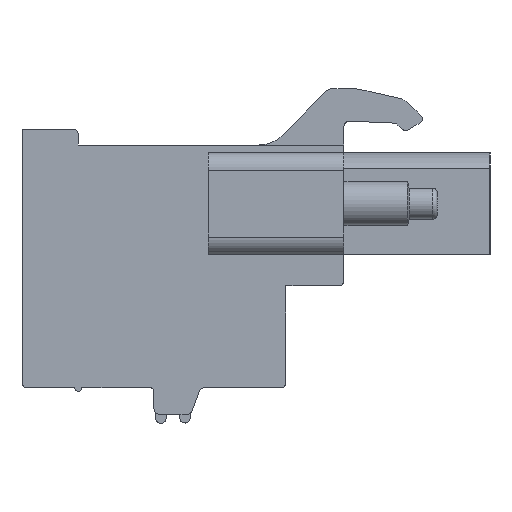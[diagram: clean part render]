
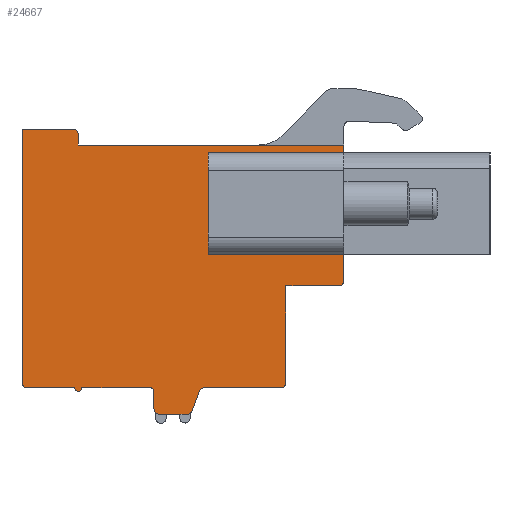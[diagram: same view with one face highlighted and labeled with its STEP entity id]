
A CAD part, left-side view. The second image highlights one B-rep face of the part: STEP entity #24667.
In plain terms, the highlighted planar face has unit normal (-1, 0, 0).
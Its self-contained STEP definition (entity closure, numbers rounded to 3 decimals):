
#4280=DIRECTION('',(0.,0.,1.));
#4281=VECTOR('',#4280,5.8);
#4282=CARTESIAN_POINT('',(-112.38,2.04,0.73));
#4283=LINE('',#4282,#4281);
#4332=DIRECTION('',(0.,0.,1.));
#4333=VECTOR('',#4332,5.8);
#4334=CARTESIAN_POINT('',(-112.38,-4.06,0.73));
#4335=LINE('',#4334,#4333);
#4336=DIRECTION('',(0.,1.,0.));
#4337=VECTOR('',#4336,6.1);
#4338=CARTESIAN_POINT('',(-112.38,-4.06,0.73));
#4339=LINE('',#4338,#4337);
#4340=DIRECTION('',(0.,1.,0.));
#4341=VECTOR('',#4340,6.1);
#4342=CARTESIAN_POINT('',(-112.38,-4.06,6.53));
#4343=LINE('',#4342,#4341);
#4344=CARTESIAN_POINT('',(-112.38,-5.36,-0.74));
#4345=DIRECTION('',(1.,0.,0.));
#4346=DIRECTION('',(0.,-1.,0.));
#4347=AXIS2_PLACEMENT_3D('',#4344,#4345,#4346);
#4349=DIRECTION('',(0.,-1.,0.));
#4350=VECTOR('',#4349,3.);
#4351=CARTESIAN_POINT('',(-112.38,-2.36,-1.04));
#4352=LINE('',#4351,#4350);
#4353=CARTESIAN_POINT('',(-112.38,-2.06,-6.54));
#4354=DIRECTION('',(1.,0.,0.));
#4355=DIRECTION('',(0.,-1.,0.));
#4356=AXIS2_PLACEMENT_3D('',#4353,#4354,#4355);
#4358=DIRECTION('',(0.,1.,0.));
#4359=VECTOR('',#4358,4.34);
#4360=CARTESIAN_POINT('',(-112.38,-2.06,-6.84));
#4361=LINE('',#4360,#4359);
#4362=CARTESIAN_POINT('',(-112.38,2.28,-7.14));
#4363=DIRECTION('',(-1.,0.,0.));
#4364=DIRECTION('',(0.,0.,1.));
#4365=AXIS2_PLACEMENT_3D('',#4362,#4363,#4364);
#4367=DIRECTION('',(0.,0.345,-0.939));
#4368=VECTOR('',#4367,1.179);
#4369=CARTESIAN_POINT('',(-112.38,2.562,-7.037));
#4370=LINE('',#4369,#4368);
#4371=CARTESIAN_POINT('',(-112.38,3.25,-8.04));
#4372=DIRECTION('',(1.,0.,0.));
#4373=DIRECTION('',(0.,-0.939,-0.345));
#4374=AXIS2_PLACEMENT_3D('',#4371,#4372,#4373);
#4376=DIRECTION('',(0.,1.,0.));
#4377=VECTOR('',#4376,1.59);
#4378=CARTESIAN_POINT('',(-112.38,3.25,-8.34));
#4379=LINE('',#4378,#4377);
#4380=CARTESIAN_POINT('',(-112.38,4.84,-8.04));
#4381=DIRECTION('',(1.,0.,0.));
#4382=DIRECTION('',(0.,0.,-1.));
#4383=AXIS2_PLACEMENT_3D('',#4380,#4381,#4382);
#4385=DIRECTION('',(0.,0.,1.));
#4386=VECTOR('',#4385,1.);
#4387=CARTESIAN_POINT('',(-112.38,5.14,-8.04));
#4388=LINE('',#4387,#4386);
#4389=CARTESIAN_POINT('',(-112.38,5.34,-7.04));
#4390=DIRECTION('',(-1.,0.,0.));
#4391=DIRECTION('',(0.,-1.,0.));
#4392=AXIS2_PLACEMENT_3D('',#4389,#4390,#4391);
#4394=DIRECTION('',(0.,1.,0.));
#4395=VECTOR('',#4394,3.9);
#4396=CARTESIAN_POINT('',(-112.38,5.34,-6.84));
#4397=LINE('',#4396,#4395);
#4398=CARTESIAN_POINT('',(-112.38,9.44,-6.84));
#4399=DIRECTION('',(1.,0.,0.));
#4400=DIRECTION('',(0.,-1.,0.));
#4401=AXIS2_PLACEMENT_3D('',#4398,#4399,#4400);
#4403=DIRECTION('',(0.,1.,0.));
#4404=VECTOR('',#4403,2.7);
#4405=CARTESIAN_POINT('',(-112.38,9.64,-6.84));
#4406=LINE('',#4405,#4404);
#4407=CARTESIAN_POINT('',(-112.38,12.34,-6.54));
#4408=DIRECTION('',(1.,0.,0.));
#4409=DIRECTION('',(0.,0.,-1.));
#4410=AXIS2_PLACEMENT_3D('',#4407,#4408,#4409);
#4412=DIRECTION('',(0.,0.,1.));
#4413=VECTOR('',#4412,14.4);
#4414=CARTESIAN_POINT('',(-112.38,12.64,-6.54));
#4415=LINE('',#4414,#4413);
#4416=DIRECTION('',(0.,-1.,0.));
#4417=VECTOR('',#4416,2.9);
#4418=CARTESIAN_POINT('',(-112.38,12.64,7.86));
#4419=LINE('',#4418,#4417);
#4420=CARTESIAN_POINT('',(-112.38,9.74,7.56));
#4421=DIRECTION('',(1.,0.,0.));
#4422=DIRECTION('',(0.,0.,1.));
#4423=AXIS2_PLACEMENT_3D('',#4420,#4421,#4422);
#4425=DIRECTION('',(0.,0.,-1.));
#4426=VECTOR('',#4425,0.6);
#4427=CARTESIAN_POINT('',(-112.38,9.44,7.56));
#4428=LINE('',#4427,#4426);
#4429=DIRECTION('',(0.,-1.,0.));
#4430=VECTOR('',#4429,15.1);
#4431=CARTESIAN_POINT('',(-112.38,9.44,6.96));
#4432=LINE('',#4431,#4430);
#4433=DIRECTION('',(0.,0.,-1.));
#4434=VECTOR('',#4433,7.7);
#4435=CARTESIAN_POINT('',(-112.38,-5.66,6.96));
#4436=LINE('',#4435,#4434);
#4449=DIRECTION('',(0.,0.,1.));
#4450=VECTOR('',#4449,5.5);
#4451=CARTESIAN_POINT('',(-112.38,-2.36,-6.54));
#4452=LINE('',#4451,#4450);
#14085=CARTESIAN_POINT('',(-112.38,9.44,6.96));
#14086=CARTESIAN_POINT('',(-112.38,-5.66,6.96));
#14087=VERTEX_POINT('',#14085);
#14088=VERTEX_POINT('',#14086);
#14089=CARTESIAN_POINT('',(-112.38,-2.36,-6.54));
#14090=CARTESIAN_POINT('',(-112.38,-2.06,-6.84));
#14091=VERTEX_POINT('',#14089);
#14092=VERTEX_POINT('',#14090);
#14093=CARTESIAN_POINT('',(-112.38,2.28,-6.84));
#14094=VERTEX_POINT('',#14093);
#14095=CARTESIAN_POINT('',(-112.38,2.562,-7.037));
#14096=VERTEX_POINT('',#14095);
#14097=CARTESIAN_POINT('',(-112.38,2.968,-8.143));
#14098=VERTEX_POINT('',#14097);
#14099=CARTESIAN_POINT('',(-112.38,3.25,-8.34));
#14100=VERTEX_POINT('',#14099);
#14101=CARTESIAN_POINT('',(-112.38,4.84,-8.34));
#14102=VERTEX_POINT('',#14101);
#14103=CARTESIAN_POINT('',(-112.38,5.14,-8.04));
#14104=VERTEX_POINT('',#14103);
#14105=CARTESIAN_POINT('',(-112.38,5.14,-7.04));
#14106=VERTEX_POINT('',#14105);
#14107=CARTESIAN_POINT('',(-112.38,5.34,-6.84));
#14108=VERTEX_POINT('',#14107);
#14109=CARTESIAN_POINT('',(-112.38,9.24,-6.84));
#14110=VERTEX_POINT('',#14109);
#14111=CARTESIAN_POINT('',(-112.38,9.64,-6.84));
#14112=VERTEX_POINT('',#14111);
#14113=CARTESIAN_POINT('',(-112.38,12.34,-6.84));
#14114=VERTEX_POINT('',#14113);
#14115=CARTESIAN_POINT('',(-112.38,12.64,-6.54));
#14116=VERTEX_POINT('',#14115);
#14117=CARTESIAN_POINT('',(-112.38,12.64,7.86));
#14118=VERTEX_POINT('',#14117);
#14119=CARTESIAN_POINT('',(-112.38,9.74,7.86));
#14120=VERTEX_POINT('',#14119);
#14121=CARTESIAN_POINT('',(-112.38,9.44,7.56));
#14122=VERTEX_POINT('',#14121);
#18151=CARTESIAN_POINT('',(-112.38,2.04,0.73));
#18152=CARTESIAN_POINT('',(-112.38,2.04,6.53));
#18153=VERTEX_POINT('',#18151);
#18154=VERTEX_POINT('',#18152);
#18187=CARTESIAN_POINT('',(-112.38,-4.06,0.73));
#18188=CARTESIAN_POINT('',(-112.38,-4.06,6.53));
#18189=VERTEX_POINT('',#18187);
#18190=VERTEX_POINT('',#18188);
#18433=CARTESIAN_POINT('',(-112.38,-5.66,-0.74));
#18434=VERTEX_POINT('',#18433);
#18435=CARTESIAN_POINT('',(-112.38,-2.36,-1.04));
#18436=VERTEX_POINT('',#18435);
#18437=CARTESIAN_POINT('',(-112.38,-5.36,-1.04));
#18438=VERTEX_POINT('',#18437);
#24611=CARTESIAN_POINT('',(-112.38,0.,0.));
#24612=DIRECTION('',(1.,0.,0.));
#24613=DIRECTION('',(0.,-1.,0.));
#24614=AXIS2_PLACEMENT_3D('',#24611,#24612,#24613);
#24615=PLANE('',#24614);
#24617=ORIENTED_EDGE('',*,*,#24616,.T.);
#24619=ORIENTED_EDGE('',*,*,#24618,.F.);
#24621=ORIENTED_EDGE('',*,*,#24620,.F.);
#24623=ORIENTED_EDGE('',*,*,#24622,.T.);
#24625=ORIENTED_EDGE('',*,*,#24624,.T.);
#24627=ORIENTED_EDGE('',*,*,#24626,.T.);
#24629=ORIENTED_EDGE('',*,*,#24628,.T.);
#24631=ORIENTED_EDGE('',*,*,#24630,.T.);
#24633=ORIENTED_EDGE('',*,*,#24632,.T.);
#24635=ORIENTED_EDGE('',*,*,#24634,.T.);
#24637=ORIENTED_EDGE('',*,*,#24636,.T.);
#24639=ORIENTED_EDGE('',*,*,#24638,.T.);
#24641=ORIENTED_EDGE('',*,*,#24640,.T.);
#24643=ORIENTED_EDGE('',*,*,#24642,.T.);
#24645=ORIENTED_EDGE('',*,*,#24644,.T.);
#24647=ORIENTED_EDGE('',*,*,#24646,.T.);
#24649=ORIENTED_EDGE('',*,*,#24648,.T.);
#24651=ORIENTED_EDGE('',*,*,#24650,.T.);
#24653=ORIENTED_EDGE('',*,*,#24652,.T.);
#24655=ORIENTED_EDGE('',*,*,#24654,.T.);
#24657=ORIENTED_EDGE('',*,*,#24656,.T.);
#24658=ORIENTED_EDGE('',*,*,#18632,.T.);
#24659=EDGE_LOOP('',(#24617,#24619,#24621,#24623,#24625,#24627,#24629,#24631,
#24633,#24635,#24637,#24639,#24641,#24643,#24645,#24647,#24649,#24651,#24653,
#24655,#24657,#24658));
#24660=FACE_OUTER_BOUND('',#24659,.F.);
#24661=ORIENTED_EDGE('',*,*,#24577,.F.);
#24662=ORIENTED_EDGE('',*,*,#24603,.T.);
#24663=ORIENTED_EDGE('',*,*,#24506,.T.);
#24664=ORIENTED_EDGE('',*,*,#24538,.F.);
#24665=EDGE_LOOP('',(#24661,#24662,#24663,#24664));
#24666=FACE_BOUND('',#24665,.F.);
#24667=ADVANCED_FACE('',(#24660,#24666),#24615,.F.);
#4348=CIRCLE('',#4347,0.3);
#4357=CIRCLE('',#4356,0.3);
#4366=CIRCLE('',#4365,0.3);
#4375=CIRCLE('',#4374,0.3);
#4384=CIRCLE('',#4383,0.3);
#4393=CIRCLE('',#4392,0.2);
#4402=CIRCLE('',#4401,0.2);
#4411=CIRCLE('',#4410,0.3);
#4424=CIRCLE('',#4423,0.3);
#18632=EDGE_CURVE('',#14088,#18434,#4436,.T.);
#24506=EDGE_CURVE('',#18190,#18154,#4343,.T.);
#24538=EDGE_CURVE('',#18153,#18154,#4283,.T.);
#24577=EDGE_CURVE('',#18189,#18153,#4339,.T.);
#24603=EDGE_CURVE('',#18189,#18190,#4335,.T.);
#24616=EDGE_CURVE('',#18434,#18438,#4348,.T.);
#24618=EDGE_CURVE('',#18436,#18438,#4352,.T.);
#24620=EDGE_CURVE('',#14091,#18436,#4452,.T.);
#24622=EDGE_CURVE('',#14091,#14092,#4357,.T.);
#24624=EDGE_CURVE('',#14092,#14094,#4361,.T.);
#24626=EDGE_CURVE('',#14094,#14096,#4366,.T.);
#24628=EDGE_CURVE('',#14096,#14098,#4370,.T.);
#24630=EDGE_CURVE('',#14098,#14100,#4375,.T.);
#24632=EDGE_CURVE('',#14100,#14102,#4379,.T.);
#24634=EDGE_CURVE('',#14102,#14104,#4384,.T.);
#24636=EDGE_CURVE('',#14104,#14106,#4388,.T.);
#24638=EDGE_CURVE('',#14106,#14108,#4393,.T.);
#24640=EDGE_CURVE('',#14108,#14110,#4397,.T.);
#24642=EDGE_CURVE('',#14110,#14112,#4402,.T.);
#24644=EDGE_CURVE('',#14112,#14114,#4406,.T.);
#24646=EDGE_CURVE('',#14114,#14116,#4411,.T.);
#24648=EDGE_CURVE('',#14116,#14118,#4415,.T.);
#24650=EDGE_CURVE('',#14118,#14120,#4419,.T.);
#24652=EDGE_CURVE('',#14120,#14122,#4424,.T.);
#24654=EDGE_CURVE('',#14122,#14087,#4428,.T.);
#24656=EDGE_CURVE('',#14087,#14088,#4432,.T.);
